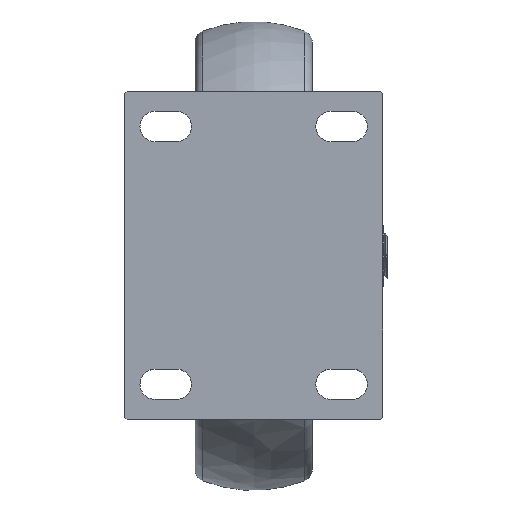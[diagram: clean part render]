
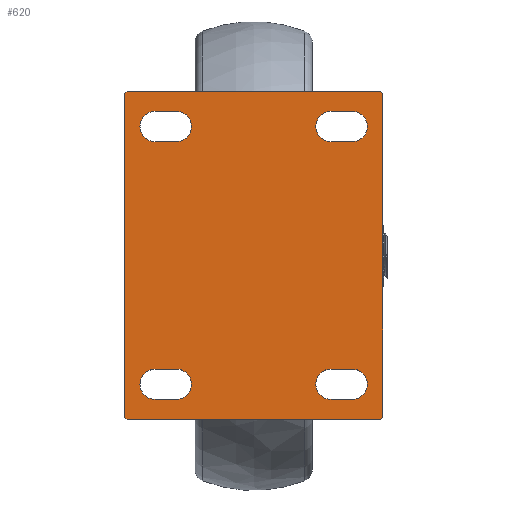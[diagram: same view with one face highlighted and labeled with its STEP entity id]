
A CAD part, top view. The second image highlights one B-rep face of the part: STEP entity #620.
In plain terms, the highlighted planar face has unit normal (0, 0, 1).
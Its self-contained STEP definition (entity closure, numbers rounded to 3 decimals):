
#141=DIRECTION('',(0.,1.,0.));
#142=VECTOR('',#141,138.);
#143=CARTESIAN_POINT('',(55.,-69.,8.));
#144=LINE('',#143,#142);
#145=DIRECTION('',(0.707,0.707,0.));
#146=VECTOR('',#145,1.414);
#147=CARTESIAN_POINT('',(54.,-70.,8.));
#148=LINE('',#147,#146);
#149=DIRECTION('',(1.,0.,0.));
#150=VECTOR('',#149,108.);
#151=CARTESIAN_POINT('',(-54.,-70.,8.));
#152=LINE('',#151,#150);
#153=DIRECTION('',(-0.707,0.707,0.));
#154=VECTOR('',#153,1.414);
#155=CARTESIAN_POINT('',(-54.,-70.,8.));
#156=LINE('',#155,#154);
#157=DIRECTION('',(0.,-1.,0.));
#158=VECTOR('',#157,138.);
#159=CARTESIAN_POINT('',(-55.,69.,8.));
#160=LINE('',#159,#158);
#161=DIRECTION('',(0.707,0.707,0.));
#162=VECTOR('',#161,1.414);
#163=CARTESIAN_POINT('',(-55.,69.,8.));
#164=LINE('',#163,#162);
#165=DIRECTION('',(-1.,0.,0.));
#166=VECTOR('',#165,108.);
#167=CARTESIAN_POINT('',(54.,70.,8.));
#168=LINE('',#167,#166);
#169=DIRECTION('',(-0.707,0.707,0.));
#170=VECTOR('',#169,1.414);
#171=CARTESIAN_POINT('',(55.,69.,8.));
#172=LINE('',#171,#170);
#173=DIRECTION('',(1.,0.,0.));
#174=VECTOR('',#173,9.);
#175=CARTESIAN_POINT('',(33.,61.5,8.));
#176=LINE('',#175,#174);
#177=CARTESIAN_POINT('',(33.,55.,8.));
#178=DIRECTION('',(0.,0.,-1.));
#179=DIRECTION('',(0.,-1.,0.));
#180=AXIS2_PLACEMENT_3D('',#177,#178,#179);
#182=DIRECTION('',(-1.,0.,0.));
#183=VECTOR('',#182,9.);
#184=CARTESIAN_POINT('',(42.,48.5,8.));
#185=LINE('',#184,#183);
#186=CARTESIAN_POINT('',(42.,55.,8.));
#187=DIRECTION('',(0.,0.,-1.));
#188=DIRECTION('',(0.,1.,0.));
#189=AXIS2_PLACEMENT_3D('',#186,#187,#188);
#191=CARTESIAN_POINT('',(-33.,55.,8.));
#192=DIRECTION('',(0.,0.,-1.));
#193=DIRECTION('',(0.,1.,0.));
#194=AXIS2_PLACEMENT_3D('',#191,#192,#193);
#196=DIRECTION('',(1.,0.,0.));
#197=VECTOR('',#196,9.);
#198=CARTESIAN_POINT('',(-42.,61.5,8.));
#199=LINE('',#198,#197);
#200=CARTESIAN_POINT('',(-42.,55.,8.));
#201=DIRECTION('',(0.,0.,-1.));
#202=DIRECTION('',(0.,-1.,0.));
#203=AXIS2_PLACEMENT_3D('',#200,#201,#202);
#205=DIRECTION('',(-1.,0.,0.));
#206=VECTOR('',#205,9.);
#207=CARTESIAN_POINT('',(-33.,48.5,8.));
#208=LINE('',#207,#206);
#209=DIRECTION('',(1.,0.,0.));
#210=VECTOR('',#209,9.);
#211=CARTESIAN_POINT('',(-42.,-48.5,8.));
#212=LINE('',#211,#210);
#213=CARTESIAN_POINT('',(-42.,-55.,8.));
#214=DIRECTION('',(0.,0.,-1.));
#215=DIRECTION('',(0.,-1.,0.));
#216=AXIS2_PLACEMENT_3D('',#213,#214,#215);
#218=DIRECTION('',(-1.,0.,0.));
#219=VECTOR('',#218,9.);
#220=CARTESIAN_POINT('',(-33.,-61.5,8.));
#221=LINE('',#220,#219);
#222=CARTESIAN_POINT('',(-33.,-55.,8.));
#223=DIRECTION('',(0.,0.,-1.));
#224=DIRECTION('',(0.,1.,0.));
#225=AXIS2_PLACEMENT_3D('',#222,#223,#224);
#227=CARTESIAN_POINT('',(33.,-55.,8.));
#228=DIRECTION('',(0.,0.,-1.));
#229=DIRECTION('',(0.,-1.,0.));
#230=AXIS2_PLACEMENT_3D('',#227,#228,#229);
#232=DIRECTION('',(-1.,0.,0.));
#233=VECTOR('',#232,9.);
#234=CARTESIAN_POINT('',(42.,-61.5,8.));
#235=LINE('',#234,#233);
#236=CARTESIAN_POINT('',(42.,-55.,8.));
#237=DIRECTION('',(0.,0.,-1.));
#238=DIRECTION('',(0.,1.,0.));
#239=AXIS2_PLACEMENT_3D('',#236,#237,#238);
#241=DIRECTION('',(1.,0.,0.));
#242=VECTOR('',#241,9.);
#243=CARTESIAN_POINT('',(33.,-48.5,8.));
#244=LINE('',#243,#242);
#377=CARTESIAN_POINT('',(55.,-69.,8.));
#378=CARTESIAN_POINT('',(55.,69.,8.));
#379=VERTEX_POINT('',#377);
#380=VERTEX_POINT('',#378);
#381=CARTESIAN_POINT('',(54.,70.,8.));
#382=VERTEX_POINT('',#381);
#383=CARTESIAN_POINT('',(-54.,70.,8.));
#384=VERTEX_POINT('',#383);
#385=CARTESIAN_POINT('',(-55.,69.,8.));
#386=VERTEX_POINT('',#385);
#387=CARTESIAN_POINT('',(-55.,-69.,8.));
#388=VERTEX_POINT('',#387);
#389=CARTESIAN_POINT('',(-54.,-70.,8.));
#390=VERTEX_POINT('',#389);
#391=CARTESIAN_POINT('',(54.,-70.,8.));
#392=VERTEX_POINT('',#391);
#393=CARTESIAN_POINT('',(33.,61.5,8.));
#394=CARTESIAN_POINT('',(42.,61.5,8.));
#395=VERTEX_POINT('',#393);
#396=VERTEX_POINT('',#394);
#397=CARTESIAN_POINT('',(42.,48.5,8.));
#398=VERTEX_POINT('',#397);
#399=CARTESIAN_POINT('',(33.,48.5,8.));
#400=VERTEX_POINT('',#399);
#401=CARTESIAN_POINT('',(-33.,61.5,8.));
#402=CARTESIAN_POINT('',(-33.,48.5,8.));
#403=VERTEX_POINT('',#401);
#404=VERTEX_POINT('',#402);
#405=CARTESIAN_POINT('',(-42.,48.5,8.));
#406=VERTEX_POINT('',#405);
#407=CARTESIAN_POINT('',(-42.,61.5,8.));
#408=VERTEX_POINT('',#407);
#409=CARTESIAN_POINT('',(-42.,-48.5,8.));
#410=CARTESIAN_POINT('',(-33.,-48.5,8.));
#411=VERTEX_POINT('',#409);
#412=VERTEX_POINT('',#410);
#413=CARTESIAN_POINT('',(-33.,-61.5,8.));
#414=VERTEX_POINT('',#413);
#415=CARTESIAN_POINT('',(-42.,-61.5,8.));
#416=VERTEX_POINT('',#415);
#417=CARTESIAN_POINT('',(33.,-61.5,8.));
#418=CARTESIAN_POINT('',(33.,-48.5,8.));
#419=VERTEX_POINT('',#417);
#420=VERTEX_POINT('',#418);
#421=CARTESIAN_POINT('',(42.,-48.5,8.));
#422=VERTEX_POINT('',#421);
#423=CARTESIAN_POINT('',(42.,-61.5,8.));
#424=VERTEX_POINT('',#423);
#560=CARTESIAN_POINT('',(0.,0.,8.));
#561=DIRECTION('',(0.,0.,1.));
#562=DIRECTION('',(1.,0.,0.));
#563=AXIS2_PLACEMENT_3D('',#560,#561,#562);
#564=PLANE('',#563);
#565=ORIENTED_EDGE('',*,*,#504,.F.);
#566=ORIENTED_EDGE('',*,*,#526,.F.);
#567=ORIENTED_EDGE('',*,*,#547,.F.);
#569=ORIENTED_EDGE('',*,*,#568,.T.);
#571=ORIENTED_EDGE('',*,*,#570,.F.);
#573=ORIENTED_EDGE('',*,*,#572,.T.);
#575=ORIENTED_EDGE('',*,*,#574,.F.);
#577=ORIENTED_EDGE('',*,*,#576,.F.);
#578=EDGE_LOOP('',(#565,#566,#567,#569,#571,#573,#575,#577));
#579=FACE_OUTER_BOUND('',#578,.F.);
#581=ORIENTED_EDGE('',*,*,#580,.F.);
#583=ORIENTED_EDGE('',*,*,#582,.F.);
#585=ORIENTED_EDGE('',*,*,#584,.F.);
#587=ORIENTED_EDGE('',*,*,#586,.F.);
#588=EDGE_LOOP('',(#581,#583,#585,#587));
#589=FACE_BOUND('',#588,.F.);
#591=ORIENTED_EDGE('',*,*,#590,.F.);
#593=ORIENTED_EDGE('',*,*,#592,.F.);
#595=ORIENTED_EDGE('',*,*,#594,.F.);
#597=ORIENTED_EDGE('',*,*,#596,.F.);
#598=EDGE_LOOP('',(#591,#593,#595,#597));
#599=FACE_BOUND('',#598,.F.);
#601=ORIENTED_EDGE('',*,*,#600,.F.);
#603=ORIENTED_EDGE('',*,*,#602,.F.);
#605=ORIENTED_EDGE('',*,*,#604,.F.);
#607=ORIENTED_EDGE('',*,*,#606,.F.);
#608=EDGE_LOOP('',(#601,#603,#605,#607));
#609=FACE_BOUND('',#608,.F.);
#611=ORIENTED_EDGE('',*,*,#610,.F.);
#613=ORIENTED_EDGE('',*,*,#612,.F.);
#615=ORIENTED_EDGE('',*,*,#614,.F.);
#617=ORIENTED_EDGE('',*,*,#616,.F.);
#618=EDGE_LOOP('',(#611,#613,#615,#617));
#619=FACE_BOUND('',#618,.F.);
#181=CIRCLE('',#180,6.5);
#190=CIRCLE('',#189,6.5);
#195=CIRCLE('',#194,6.5);
#204=CIRCLE('',#203,6.5);
#217=CIRCLE('',#216,6.5);
#226=CIRCLE('',#225,6.5);
#231=CIRCLE('',#230,6.5);
#240=CIRCLE('',#239,6.5);
#504=EDGE_CURVE('',#379,#380,#144,.T.);
#526=EDGE_CURVE('',#392,#379,#148,.T.);
#547=EDGE_CURVE('',#390,#392,#152,.T.);
#568=EDGE_CURVE('',#390,#388,#156,.T.);
#570=EDGE_CURVE('',#386,#388,#160,.T.);
#572=EDGE_CURVE('',#386,#384,#164,.T.);
#574=EDGE_CURVE('',#382,#384,#168,.T.);
#576=EDGE_CURVE('',#380,#382,#172,.T.);
#580=EDGE_CURVE('',#395,#396,#176,.T.);
#582=EDGE_CURVE('',#400,#395,#181,.T.);
#584=EDGE_CURVE('',#398,#400,#185,.T.);
#586=EDGE_CURVE('',#396,#398,#190,.T.);
#590=EDGE_CURVE('',#403,#404,#195,.T.);
#592=EDGE_CURVE('',#408,#403,#199,.T.);
#594=EDGE_CURVE('',#406,#408,#204,.T.);
#596=EDGE_CURVE('',#404,#406,#208,.T.);
#600=EDGE_CURVE('',#411,#412,#212,.T.);
#602=EDGE_CURVE('',#416,#411,#217,.T.);
#604=EDGE_CURVE('',#414,#416,#221,.T.);
#606=EDGE_CURVE('',#412,#414,#226,.T.);
#610=EDGE_CURVE('',#419,#420,#231,.T.);
#612=EDGE_CURVE('',#424,#419,#235,.T.);
#614=EDGE_CURVE('',#422,#424,#240,.T.);
#616=EDGE_CURVE('',#420,#422,#244,.T.);
#620=ADVANCED_FACE('',(#579,#589,#599,#609,#619),#564,.T.);
